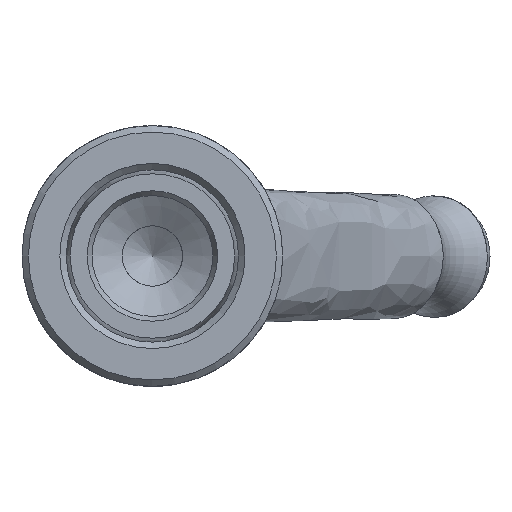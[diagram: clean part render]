
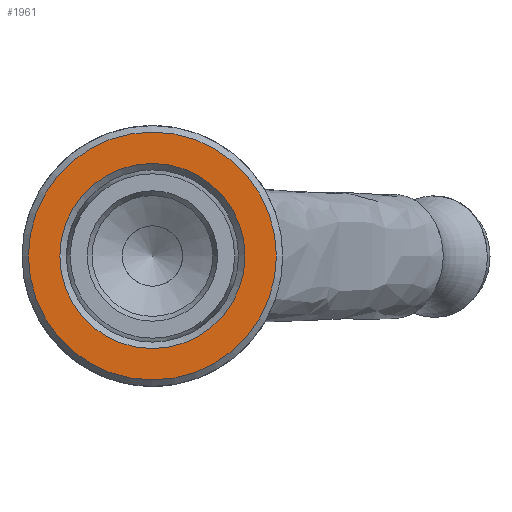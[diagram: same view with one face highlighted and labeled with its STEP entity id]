
A CAD part, left-side view. The second image highlights one B-rep face of the part: STEP entity #1961.
In plain terms, the highlighted planar face has unit normal (-1, 0, 0).
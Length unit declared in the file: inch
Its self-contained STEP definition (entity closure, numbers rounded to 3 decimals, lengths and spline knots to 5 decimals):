
#59=FACE_BOUND('',#315,.T.);
#116=PLANE('',#2176);
#193=FACE_OUTER_BOUND('',#314,.T.);
#314=EDGE_LOOP('',(#1604,#1605));
#315=EDGE_LOOP('',(#1606,#1607));
#662=CIRCLE('',#2174,0.575);
#663=CIRCLE('',#2175,0.575);
#664=CIRCLE('',#2177,0.77);
#665=CIRCLE('',#2178,0.77);
#880=VERTEX_POINT('',#3507);
#881=VERTEX_POINT('',#3509);
#882=VERTEX_POINT('',#3513);
#883=VERTEX_POINT('',#3514);
#1141=EDGE_CURVE('',#881,#880,#662,.T.);
#1142=EDGE_CURVE('',#880,#881,#663,.T.);
#1143=EDGE_CURVE('',#882,#883,#664,.T.);
#1144=EDGE_CURVE('',#883,#882,#665,.T.);
#1604=ORIENTED_EDGE('',*,*,#1143,.F.);
#1605=ORIENTED_EDGE('',*,*,#1144,.F.);
#1606=ORIENTED_EDGE('',*,*,#1141,.T.);
#1607=ORIENTED_EDGE('',*,*,#1142,.T.);
#1961=ADVANCED_FACE('',(#193,#59),#116,.T.);
#2174=AXIS2_PLACEMENT_3D('',#3510,#2641,#2642);
#2175=AXIS2_PLACEMENT_3D('',#3511,#2643,#2644);
#2176=AXIS2_PLACEMENT_3D('',#3512,#2645,#2646);
#2177=AXIS2_PLACEMENT_3D('',#3515,#2647,#2648);
#2178=AXIS2_PLACEMENT_3D('',#3516,#2649,#2650);
#2641=DIRECTION('center_axis',(1.,0.,0.));
#2642=DIRECTION('ref_axis',(0.,1.,0.));
#2643=DIRECTION('center_axis',(1.,0.,0.));
#2644=DIRECTION('ref_axis',(0.,1.,0.));
#2645=DIRECTION('center_axis',(-1.,0.,0.));
#2646=DIRECTION('ref_axis',(0.,0.,1.));
#2647=DIRECTION('center_axis',(1.,0.,0.));
#2648=DIRECTION('ref_axis',(0.,1.,0.));
#2649=DIRECTION('center_axis',(1.,0.,0.));
#2650=DIRECTION('ref_axis',(0.,1.,0.));
#3507=CARTESIAN_POINT('',(0.,-0.575,0.));
#3509=CARTESIAN_POINT('',(0.,0.575,0.));
#3510=CARTESIAN_POINT('Origin',(0.,0.,0.));
#3511=CARTESIAN_POINT('Origin',(0.,0.,0.));
#3512=CARTESIAN_POINT('Origin',(0.,0.6725,0.));
#3513=CARTESIAN_POINT('',(0.,0.77,0.));
#3514=CARTESIAN_POINT('',(0.,-0.77,0.));
#3515=CARTESIAN_POINT('Origin',(0.,0.,0.));
#3516=CARTESIAN_POINT('Origin',(0.,0.,0.));
